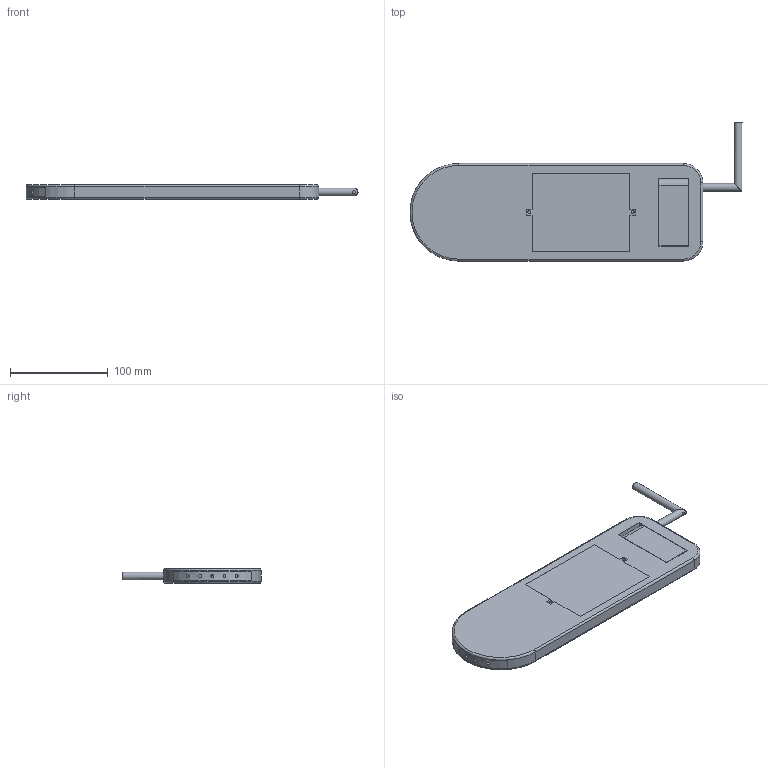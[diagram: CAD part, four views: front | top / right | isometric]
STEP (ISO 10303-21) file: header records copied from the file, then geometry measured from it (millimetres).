
FILE_DESCRIPTION(/* description */ (''),/* implementation_level */ '2;1');
FILE_NAME(/* name */ 'Snowboard Brake CAD Model v28.step',/* time_stamp */ '2025-06-15T14:50:38+10:00',/* author */ (''),/* organization */ (''),/* preprocessor_version */ 'ST-DEVELOPER v20.1',/* originating_system */ 'Autodesk Translation Framework v14.10.0.0',/* authorisation */ '');
FILE_SCHEMA (('AUTOMOTIVE_DESIGN { 1 0 10303 214 3 1 1 }'));
Length unit declared in the file: millimetre
Products named in the file (9): Snowboard Brake CAD Model; Base; Rod; Rod 2; Press Plate; Screw; Solar Panel; Solar Panel Cover; Light Lid
Assembly tree (11 placements, depth 2):
  Snowboard Brake CAD Model
    Base
    Rod
    Rod 2
    Press Plate
    Screw  x4
    Solar Panel
    Solar Panel Cover
    Light Lid
Bounding box: 340.01 x 141.51 x 15.01 mm (x, y, z)
Volume: 351657.2 mm3; surface area: 140542.5 mm2
Topology: 11 solids, 11 shells, 309 faces, 837 edges, 556 vertices
Faces by surface type: plane 153, cylinder 106, cone 36, bspline 8, torus 6
Full cylindrical faces by diameter (mm): 3 x14, 4.647 x24, 6 x28, 7 x4, 8 x3, 9 x2, 11 x4, 12 x1
Entity records: 7590 total; most frequent: CARTESIAN_POINT 3028, ORIENTED_EDGE 904, DIRECTION 848, EDGE_CURVE 452, VERTEX_POINT 301, AXIS2_PLACEMENT_3D 293, LINE 262, VECTOR 262
